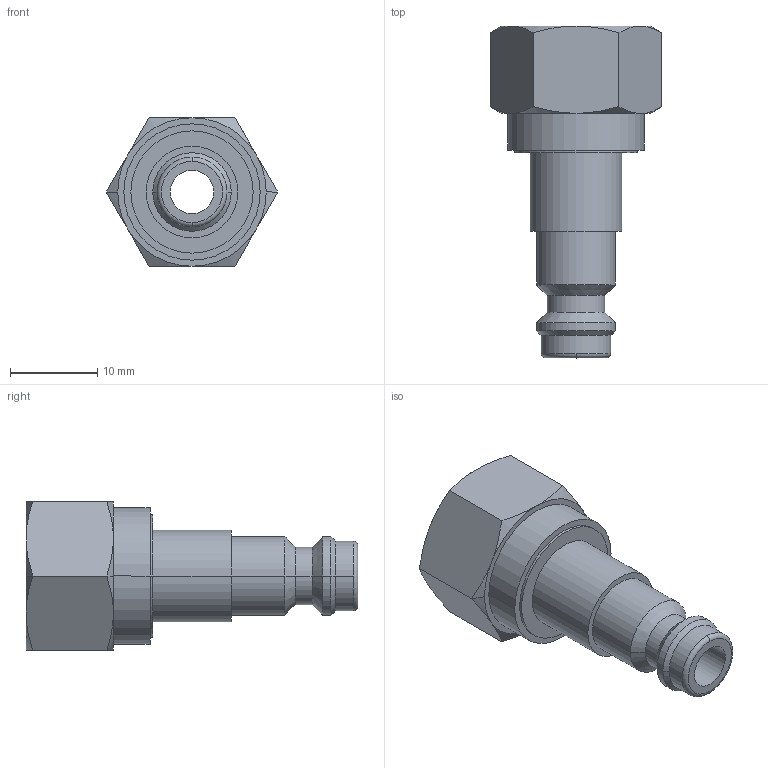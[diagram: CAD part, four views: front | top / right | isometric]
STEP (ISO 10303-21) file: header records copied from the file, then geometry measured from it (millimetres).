
FILE_DESCRIPTION(('STEP AP214'),'1');
FILE_NAME('esmk_18_niabg.stp','2020-03-05T09:18:35',('TraceParts'),('TraceParts S.A.'),'Spatial InterOp 3D',' ',' ');
FILE_SCHEMA(('automotive_design'));
Length unit declared in the file: millimetre
Products named in the file (1): 1
Bounding box: 19.63 x 38 x 17 mm (x, y, z)
Volume: 3958.7 mm3; surface area: 2579.5 mm2
Topology: 1 solids, 1 shells, 57 faces, 121 edges, 71 vertices
Faces by surface type: cone 24, cylinder 18, plane 13, torus 2
Entity records: 2024 total; most frequent: CARTESIAN_POINT 346, DIRECTION 274, ORIENTED_EDGE 242, EDGE_CURVE 121, AXIS2_PLACEMENT_3D 119, VERTEX_POINT 71, EDGE_LOOP 64, CIRCLE 61
